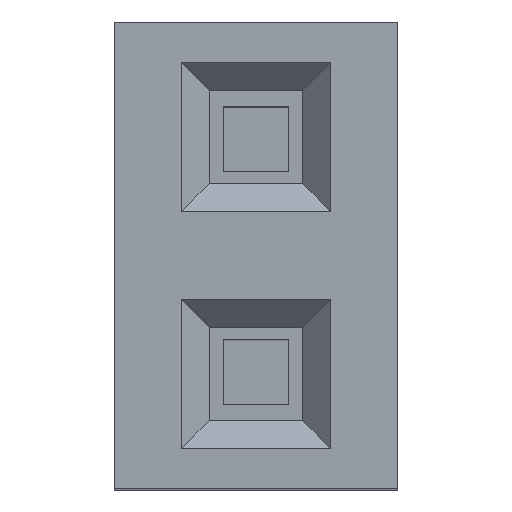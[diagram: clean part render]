
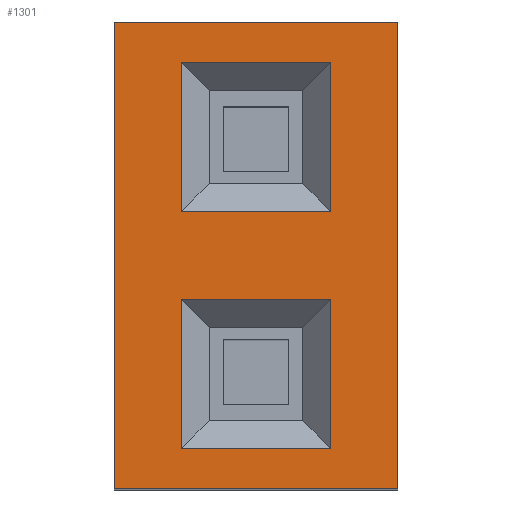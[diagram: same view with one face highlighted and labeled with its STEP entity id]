
A CAD part, top view. The second image highlights one B-rep face of the part: STEP entity #1301.
In plain terms, the highlighted face is planar.
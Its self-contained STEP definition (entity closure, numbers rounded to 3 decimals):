
#53=FACE_BOUND('',#192,.T.);
#54=FACE_BOUND('',#193,.T.);
#119=FACE_OUTER_BOUND('',#191,.T.);
#191=EDGE_LOOP('',(#1137,#1138,#1139,#1140));
#192=EDGE_LOOP('',(#1141,#1142,#1143,#1144));
#193=EDGE_LOOP('',(#1145,#1146,#1147,#1148));
#197=LINE('',#1715,#369);
#242=LINE('',#1803,#414);
#244=LINE('',#1807,#416);
#250=LINE('',#1820,#422);
#274=LINE('',#1870,#446);
#277=LINE('',#1875,#449);
#279=LINE('',#1878,#451);
#289=LINE('',#1899,#461);
#291=LINE('',#1903,#463);
#293=LINE('',#1907,#465);
#295=LINE('',#1910,#467);
#366=LINE('',#2058,#538);
#369=VECTOR('',#1399,10.);
#414=VECTOR('',#1452,25.9);
#416=VECTOR('',#1456,5.);
#422=VECTOR('',#1464,1.6);
#446=VECTOR('',#1502,1.6);
#449=VECTOR('',#1507,1.6);
#451=VECTOR('',#1511,1.6);
#461=VECTOR('',#1531,1.6);
#463=VECTOR('',#1535,1.6);
#465=VECTOR('',#1539,1.6);
#467=VECTOR('',#1543,1.6);
#538=VECTOR('',#1696,25.9);
#541=VERTEX_POINT('',#1713);
#542=VERTEX_POINT('',#1714);
#581=VERTEX_POINT('',#1802);
#582=VERTEX_POINT('',#1806);
#587=VERTEX_POINT('',#1817);
#588=VERTEX_POINT('',#1819);
#607=VERTEX_POINT('',#1869);
#608=VERTEX_POINT('',#1873);
#613=VERTEX_POINT('',#1896);
#614=VERTEX_POINT('',#1898);
#615=VERTEX_POINT('',#1902);
#616=VERTEX_POINT('',#1906);
#653=EDGE_CURVE('',#541,#542,#197,.T.);
#698=EDGE_CURVE('',#581,#541,#242,.T.);
#700=EDGE_CURVE('',#582,#581,#244,.T.);
#706=EDGE_CURVE('',#588,#587,#250,.T.);
#730=EDGE_CURVE('',#587,#607,#274,.T.);
#733=EDGE_CURVE('',#607,#608,#277,.T.);
#735=EDGE_CURVE('',#608,#588,#279,.T.);
#745=EDGE_CURVE('',#614,#613,#289,.T.);
#747=EDGE_CURVE('',#615,#614,#291,.T.);
#749=EDGE_CURVE('',#616,#615,#293,.T.);
#751=EDGE_CURVE('',#613,#616,#295,.T.);
#822=EDGE_CURVE('',#582,#542,#366,.T.);
#1137=ORIENTED_EDGE('',*,*,#653,.T.);
#1138=ORIENTED_EDGE('',*,*,#822,.F.);
#1139=ORIENTED_EDGE('',*,*,#700,.T.);
#1140=ORIENTED_EDGE('',*,*,#698,.T.);
#1141=ORIENTED_EDGE('',*,*,#751,.T.);
#1142=ORIENTED_EDGE('',*,*,#749,.T.);
#1143=ORIENTED_EDGE('',*,*,#747,.T.);
#1144=ORIENTED_EDGE('',*,*,#745,.T.);
#1145=ORIENTED_EDGE('',*,*,#706,.T.);
#1146=ORIENTED_EDGE('',*,*,#730,.T.);
#1147=ORIENTED_EDGE('',*,*,#733,.T.);
#1148=ORIENTED_EDGE('',*,*,#735,.T.);
#1233=PLANE('',#1385);
#1301=ADVANCED_FACE('',(#119,#53,#54),#1233,.T.);
#1385=AXIS2_PLACEMENT_3D('',#2057,#1694,#1695);
#1399=DIRECTION('',(0.,0.,-1.));
#1452=DIRECTION('',(1.,0.,0.));
#1456=DIRECTION('',(0.,0.,1.));
#1464=DIRECTION('',(0.,0.,1.));
#1502=DIRECTION('',(-1.,0.,0.));
#1507=DIRECTION('',(0.,0.,-1.));
#1511=DIRECTION('',(1.,0.,0.));
#1531=DIRECTION('',(1.,0.,0.));
#1535=DIRECTION('',(0.,0.,-1.));
#1539=DIRECTION('',(-1.,0.,0.));
#1543=DIRECTION('',(0.,0.,1.));
#1694=DIRECTION('center_axis',(0.,1.,0.));
#1695=DIRECTION('ref_axis',(0.,0.,1.));
#1696=DIRECTION('',(1.,0.,0.));
#1713=CARTESIAN_POINT('',(-35.31,8.5,2.5));
#1714=CARTESIAN_POINT('',(-35.31,8.5,-2.5));
#1715=CARTESIAN_POINT('',(-35.31,8.5,-1.325));
#1802=CARTESIAN_POINT('',(-38.35,8.5,2.5));
#1803=CARTESIAN_POINT('',(-38.35,8.5,2.5));
#1806=CARTESIAN_POINT('',(-38.35,8.5,-2.5));
#1807=CARTESIAN_POINT('',(-38.35,8.5,-2.5));
#1817=CARTESIAN_POINT('',(-36.03,8.5,2.07));
#1819=CARTESIAN_POINT('',(-36.03,8.5,0.47));
#1820=CARTESIAN_POINT('',(-36.03,8.5,0.47));
#1869=CARTESIAN_POINT('',(-37.63,8.5,2.07));
#1870=CARTESIAN_POINT('',(-36.03,8.5,2.07));
#1873=CARTESIAN_POINT('',(-37.63,8.5,0.47));
#1875=CARTESIAN_POINT('',(-37.63,8.5,2.07));
#1878=CARTESIAN_POINT('',(-37.63,8.5,0.47));
#1896=CARTESIAN_POINT('',(-36.03,8.5,-2.07));
#1898=CARTESIAN_POINT('',(-37.63,8.5,-2.07));
#1899=CARTESIAN_POINT('',(-37.63,8.5,-2.07));
#1902=CARTESIAN_POINT('',(-37.63,8.5,-0.47));
#1903=CARTESIAN_POINT('',(-37.63,8.5,-0.47));
#1906=CARTESIAN_POINT('',(-36.03,8.5,-0.47));
#1907=CARTESIAN_POINT('',(-36.03,8.5,-0.47));
#1910=CARTESIAN_POINT('',(-36.03,8.5,-2.07));
#2057=CARTESIAN_POINT('Origin',(-12.95,8.5,-2.5));
#2058=CARTESIAN_POINT('',(-38.35,8.5,-2.5));
